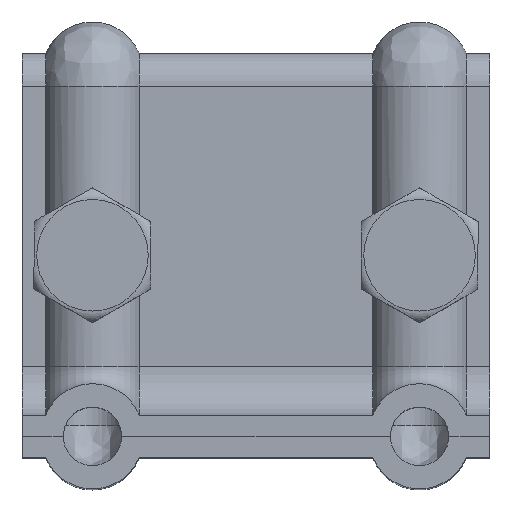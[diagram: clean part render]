
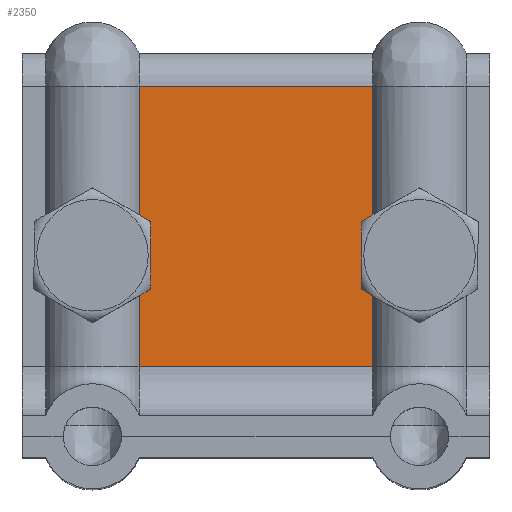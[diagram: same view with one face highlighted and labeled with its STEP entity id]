
A CAD part, top view. The second image highlights one B-rep face of the part: STEP entity #2350.
In plain terms, the highlighted planar face has unit normal (0, 0, 1).
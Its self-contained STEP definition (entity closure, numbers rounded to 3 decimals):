
#1896=CARTESIAN_POINT('',(30.,30.,-4.2));
#1897=VERTEX_POINT('',#1896);
#1922=CARTESIAN_POINT('',(10.,30.,-4.2));
#1923=VERTEX_POINT('',#1922);
#1931=CARTESIAN_POINT('',(30.,30.,-4.2));
#1932=DIRECTION('',(-1.0,0.0,0.0));
#1933=VECTOR('',#1932,20.0);
#1934=LINE('',#1931,#1933);
#1935=EDGE_CURVE('',#1897,#1923,#1934,.T.);
#2305=CARTESIAN_POINT('',(30.,6.,-4.2));
#2306=VERTEX_POINT('',#2305);
#2307=CARTESIAN_POINT('',(30.,6.,-4.2));
#2308=DIRECTION('',(0.0,1.0,0.0));
#2309=VECTOR('',#2308,24.);
#2310=LINE('',#2307,#2309);
#2311=EDGE_CURVE('',#2306,#1897,#2310,.T.);
#2327=CARTESIAN_POINT('',(30.,6.,-4.2));
#2328=DIRECTION('',(0.0,0.0,1.0));
#2329=DIRECTION('',(1.0,0.0,0.0));
#2330=AXIS2_PLACEMENT_3D('',#2327,#2328,#2329);
#2331=PLANE('',#2330);
#2332=ORIENTED_EDGE('',*,*,#1935,.T.);
#2333=CARTESIAN_POINT('',(10.,6.,-4.2));
#2334=VERTEX_POINT('',#2333);
#2335=CARTESIAN_POINT('',(10.,6.,-4.2));
#2336=DIRECTION('',(0.0,1.0,0.0));
#2337=VECTOR('',#2336,24.);
#2338=LINE('',#2335,#2337);
#2339=EDGE_CURVE('',#2334,#1923,#2338,.T.);
#2340=ORIENTED_EDGE('',*,*,#2339,.F.);
#2341=CARTESIAN_POINT('',(30.,6.,-4.2));
#2342=DIRECTION('',(-1.0,0.0,0.0));
#2343=VECTOR('',#2342,20.0);
#2344=LINE('',#2341,#2343);
#2345=EDGE_CURVE('',#2306,#2334,#2344,.T.);
#2346=ORIENTED_EDGE('',*,*,#2345,.F.);
#2347=ORIENTED_EDGE('',*,*,#2311,.T.);
#2348=EDGE_LOOP('',(#2332,#2340,#2346,#2347));
#2349=FACE_OUTER_BOUND('',#2348,.T.);
#2350=ADVANCED_FACE('',(#2349),#2331,.T.);
